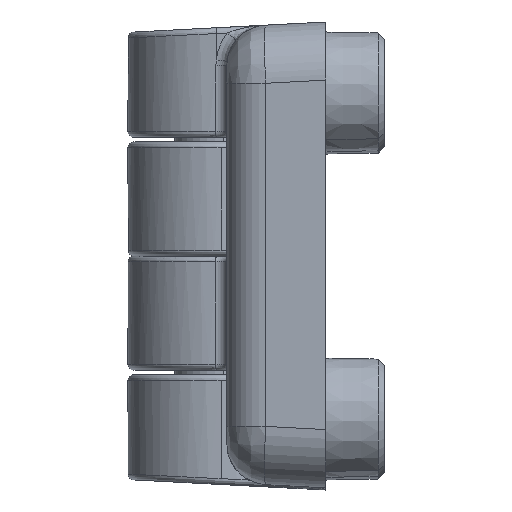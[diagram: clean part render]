
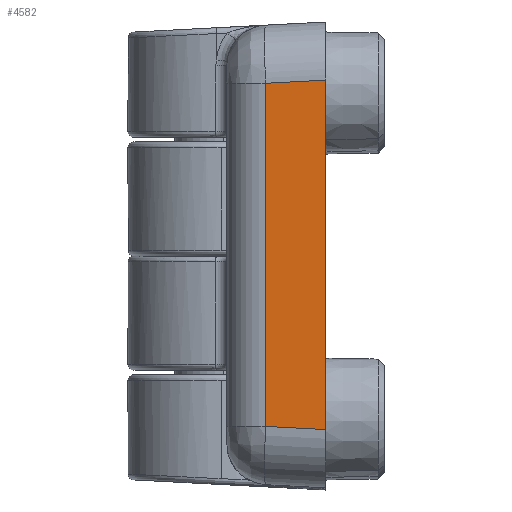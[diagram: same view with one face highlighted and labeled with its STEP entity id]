
A CAD part, left-side view. The second image highlights one B-rep face of the part: STEP entity #4582.
In plain terms, the highlighted face is planar.
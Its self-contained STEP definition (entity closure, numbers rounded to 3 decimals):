
#12 = EDGE_LOOP ( 'NONE', ( #4748, #4749, #4750, #4751 ) ) ;
#218 = CARTESIAN_POINT ( 'NONE',  ( 60., -9., -15.007 ) ) ;
#224 = CARTESIAN_POINT ( 'NONE',  ( 59.728, -3.817, 14.735 ) ) ;
#226 = CARTESIAN_POINT ( 'NONE',  ( 59.728, -3.817, -14.735 ) ) ;
#462 = VERTEX_POINT ( 'NONE', #218 ) ;
#468 = VERTEX_POINT ( 'NONE', #224 ) ;
#470 = VERTEX_POINT ( 'NONE', #226 ) ;
#926 = CARTESIAN_POINT ( 'NONE',  ( 59.728, -3.817, 20. ) ) ;
#934 = DIRECTION ( 'NONE',  ( 0., 0., 1. ) ) ;
#1877 = AXIS2_PLACEMENT_3D ( 'NONE', #2100, #2104, #2105 ) ;
#2098 = PLANE ( 'NONE',  #1877 ) ;
#2100 = CARTESIAN_POINT ( 'NONE',  ( 60., -9., 20. ) ) ;
#2104 = DIRECTION ( 'NONE',  ( 0.999, 0.052, 0. ) ) ;
#2105 = DIRECTION ( 'NONE',  ( -0.052, 0.999, 0. ) ) ;
#2826 = FACE_OUTER_BOUND ( 'NONE', #12, .T. ) ;
#3056 = VERTEX_POINT ( 'NONE', #4519 ) ;
#3400 = CARTESIAN_POINT ( 'NONE',  ( 59.904, -7.175, -14.911 ) ) ;
#3401 = DIRECTION ( 'NONE',  ( -0.052, 0.997, 0.052 ) ) ;
#3490 = CARTESIAN_POINT ( 'NONE',  ( 60.014, -9.26, 15.02 ) ) ;
#3491 = DIRECTION ( 'NONE',  ( 0.052, -0.997, 0.052 ) ) ;
#3494 = CARTESIAN_POINT ( 'NONE',  ( 60., -9., 20. ) ) ;
#3495 = DIRECTION ( 'NONE',  ( 0., 0., -1. ) ) ;
#3816 = EDGE_CURVE ( 'NONE', #470, #468, #4004, .T. ) ;
#3822 = EDGE_CURVE ( 'NONE', #462, #470, #3999, .T. ) ;
#3857 = EDGE_CURVE ( 'NONE', #468, #3056, #4039, .T. ) ;
#3859 = EDGE_CURVE ( 'NONE', #3056, #462, #4043, .T. ) ;
#3999 = LINE ( 'NONE', #3400, #4009 ) ;
#4004 = LINE ( 'NONE', #926, #4005 ) ;
#4005 = VECTOR ( 'NONE', #934, 1000. ) ;
#4009 = VECTOR ( 'NONE', #3401, 1000. ) ;
#4039 = LINE ( 'NONE', #3490, #4042 ) ;
#4042 = VECTOR ( 'NONE', #3491, 1000. ) ;
#4043 = LINE ( 'NONE', #3494, #4046 ) ;
#4046 = VECTOR ( 'NONE', #3495, 1000. ) ;
#4519 = CARTESIAN_POINT ( 'NONE',  ( 60., -9., 15.007 ) ) ;
#4582 = ADVANCED_FACE ( 'NONE', ( #2826 ), #2098, .T. ) ;
#4748 = ORIENTED_EDGE ( 'NONE', *, *, #3822, .T. ) ;
#4749 = ORIENTED_EDGE ( 'NONE', *, *, #3816, .T. ) ;
#4750 = ORIENTED_EDGE ( 'NONE', *, *, #3857, .T. ) ;
#4751 = ORIENTED_EDGE ( 'NONE', *, *, #3859, .T. ) ;
